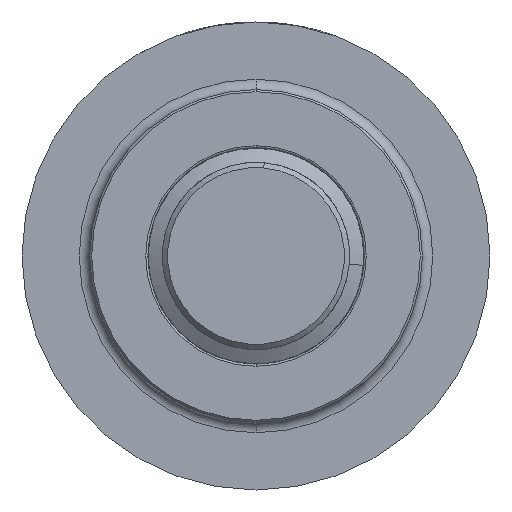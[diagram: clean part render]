
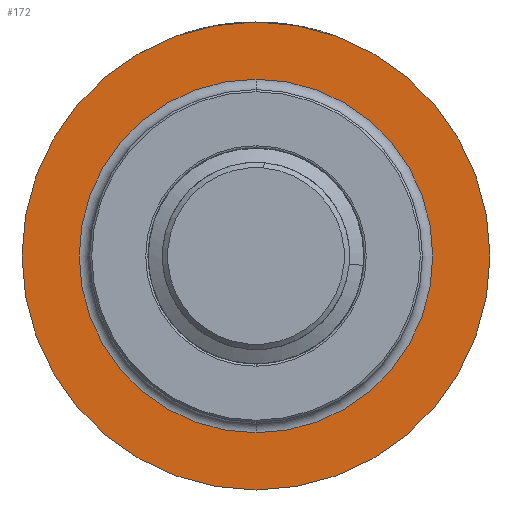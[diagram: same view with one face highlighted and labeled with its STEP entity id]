
A CAD part, front view. The second image highlights one B-rep face of the part: STEP entity #172.
In plain terms, the highlighted planar face has unit normal (0, -1, 0).
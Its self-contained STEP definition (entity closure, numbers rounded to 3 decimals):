
#144 = VERTEX_POINT ( 'NONE', #4863 ) ;
#172 = ADVANCED_FACE ( 'NONE', ( #4908, #2601 ), #7371, .T. ) ;
#733 = CARTESIAN_POINT ( 'NONE',  ( 0., 1.42, -17. ) ) ;
#956 = DIRECTION ( 'NONE',  ( 0., 0., -1. ) ) ;
#991 = ORIENTED_EDGE ( 'NONE', *, *, #3631, .F. ) ;
#1021 = CARTESIAN_POINT ( 'NONE',  ( 0., 1.42, 22.5 ) ) ;
#1124 = ORIENTED_EDGE ( 'NONE', *, *, #6411, .F. ) ;
#1136 = CIRCLE ( 'NONE', #3272, 22.5 ) ;
#1710 = CARTESIAN_POINT ( 'NONE',  ( 0., 1.42, 0. ) ) ;
#1853 = DIRECTION ( 'NONE',  ( 0., -1., 0. ) ) ;
#1877 = DIRECTION ( 'NONE',  ( 0., 0., -1. ) ) ;
#2015 = CARTESIAN_POINT ( 'NONE',  ( 0., 1.42, 0. ) ) ;
#2601 = FACE_BOUND ( 'NONE', #8012, .T. ) ;
#2824 = DIRECTION ( 'NONE',  ( 0., -1., 0. ) ) ;
#2954 = AXIS2_PLACEMENT_3D ( 'NONE', #1710, #6041, #4868 ) ;
#3220 = EDGE_CURVE ( 'NONE', #7880, #6857, #4919, .T. ) ;
#3272 = AXIS2_PLACEMENT_3D ( 'NONE', #3336, #7088, #5158 ) ;
#3336 = CARTESIAN_POINT ( 'NONE',  ( 0., 1.42, 0. ) ) ;
#3631 = EDGE_CURVE ( 'NONE', #144, #7981, #7839, .T. ) ;
#4379 = AXIS2_PLACEMENT_3D ( 'NONE', #2015, #5112, #5786 ) ;
#4521 = AXIS2_PLACEMENT_3D ( 'NONE', #7994, #1853, #1877 ) ;
#4863 = CARTESIAN_POINT ( 'NONE',  ( 0., 1.42, 17. ) ) ;
#4868 = DIRECTION ( 'NONE',  ( 0., 0., -1. ) ) ;
#4892 = EDGE_CURVE ( 'NONE', #6857, #7880, #1136, .T. ) ;
#4908 = FACE_OUTER_BOUND ( 'NONE', #7446, .T. ) ;
#4919 = CIRCLE ( 'NONE', #2954, 22.5 ) ;
#5112 = DIRECTION ( 'NONE',  ( 0., -1., 0. ) ) ;
#5158 = DIRECTION ( 'NONE',  ( 0., 0., -1. ) ) ;
#5357 = ORIENTED_EDGE ( 'NONE', *, *, #4892, .T. ) ;
#5786 = DIRECTION ( 'NONE',  ( 0., 0., -1. ) ) ;
#5790 = CARTESIAN_POINT ( 'NONE',  ( 0., 1.42, -22.5 ) ) ;
#5822 = CARTESIAN_POINT ( 'NONE',  ( 0., 1.42, 0. ) ) ;
#6041 = DIRECTION ( 'NONE',  ( 0., -1., 0. ) ) ;
#6411 = EDGE_CURVE ( 'NONE', #7981, #144, #6955, .T. ) ;
#6717 = ORIENTED_EDGE ( 'NONE', *, *, #3220, .T. ) ;
#6857 = VERTEX_POINT ( 'NONE', #1021 ) ;
#6955 = CIRCLE ( 'NONE', #7654, 17. ) ;
#7088 = DIRECTION ( 'NONE',  ( 0., -1., 0. ) ) ;
#7371 = PLANE ( 'NONE',  #4521 ) ;
#7446 = EDGE_LOOP ( 'NONE', ( #6717, #5357 ) ) ;
#7654 = AXIS2_PLACEMENT_3D ( 'NONE', #5822, #2824, #956 ) ;
#7839 = CIRCLE ( 'NONE', #4379, 17. ) ;
#7880 = VERTEX_POINT ( 'NONE', #5790 ) ;
#7981 = VERTEX_POINT ( 'NONE', #733 ) ;
#7994 = CARTESIAN_POINT ( 'NONE',  ( 17., 1.42, 0. ) ) ;
#8012 = EDGE_LOOP ( 'NONE', ( #1124, #991 ) ) ;
